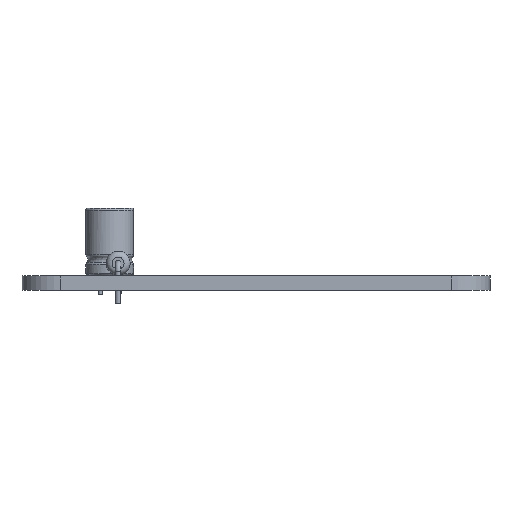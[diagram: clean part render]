
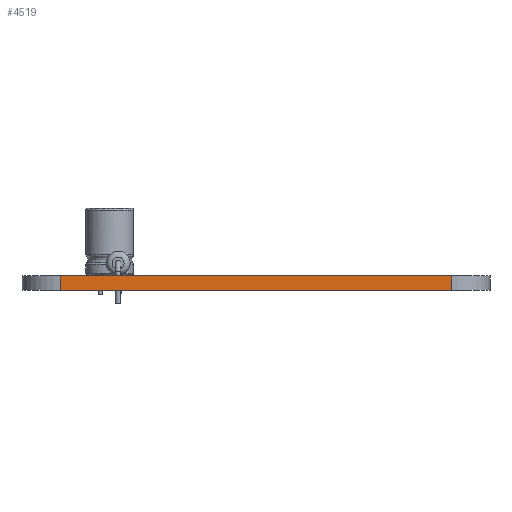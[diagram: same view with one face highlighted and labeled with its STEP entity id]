
A CAD part, front view. The second image highlights one B-rep face of the part: STEP entity #4519.
In plain terms, the highlighted planar face has unit normal (0, -1, 0).
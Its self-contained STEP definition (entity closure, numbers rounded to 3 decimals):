
#1583 = VERTEX_POINT('',#1584);
#1584 = CARTESIAN_POINT('',(-22.7,-0.5,0.));
#1591 = EDGE_CURVE('',#1592,#1583,#1594,.T.);
#1592 = VERTEX_POINT('',#1593);
#1593 = CARTESIAN_POINT('',(18.3,-0.5,0.));
#1594 = LINE('',#1595,#1596);
#1595 = CARTESIAN_POINT('',(18.3,-0.5,0.));
#1596 = VECTOR('',#1597,1.);
#1597 = DIRECTION('',(-1.,0.,0.));
#3012 = VERTEX_POINT('',#3013);
#3013 = CARTESIAN_POINT('',(-22.7,-0.5,1.51));
#3020 = EDGE_CURVE('',#3021,#3012,#3023,.T.);
#3021 = VERTEX_POINT('',#3022);
#3022 = CARTESIAN_POINT('',(18.3,-0.5,1.51));
#3023 = LINE('',#3024,#3025);
#3024 = CARTESIAN_POINT('',(18.3,-0.5,1.51));
#3025 = VECTOR('',#3026,1.);
#3026 = DIRECTION('',(-1.,0.,0.));
#4489 = EDGE_CURVE('',#1583,#3012,#4490,.T.);
#4490 = LINE('',#4491,#4492);
#4491 = CARTESIAN_POINT('',(-22.7,-0.5,0.));
#4492 = VECTOR('',#4493,1.);
#4493 = DIRECTION('',(0.,0.,1.));
#4519 = ADVANCED_FACE('',(#4520),#4531,.T.);
#4520 = FACE_BOUND('',#4521,.T.);
#4521 = EDGE_LOOP('',(#4522,#4528,#4529,#4530));
#4522 = ORIENTED_EDGE('',*,*,#4523,.T.);
#4523 = EDGE_CURVE('',#1592,#3021,#4524,.T.);
#4524 = LINE('',#4525,#4526);
#4525 = CARTESIAN_POINT('',(18.3,-0.5,0.));
#4526 = VECTOR('',#4527,1.);
#4527 = DIRECTION('',(0.,0.,1.));
#4528 = ORIENTED_EDGE('',*,*,#3020,.T.);
#4529 = ORIENTED_EDGE('',*,*,#4489,.F.);
#4530 = ORIENTED_EDGE('',*,*,#1591,.F.);
#4531 = PLANE('',#4532);
#4532 = AXIS2_PLACEMENT_3D('',#4533,#4534,#4535);
#4533 = CARTESIAN_POINT('',(18.3,-0.5,0.));
#4534 = DIRECTION('',(0.,-1.,0.));
#4535 = DIRECTION('',(-1.,0.,0.));
